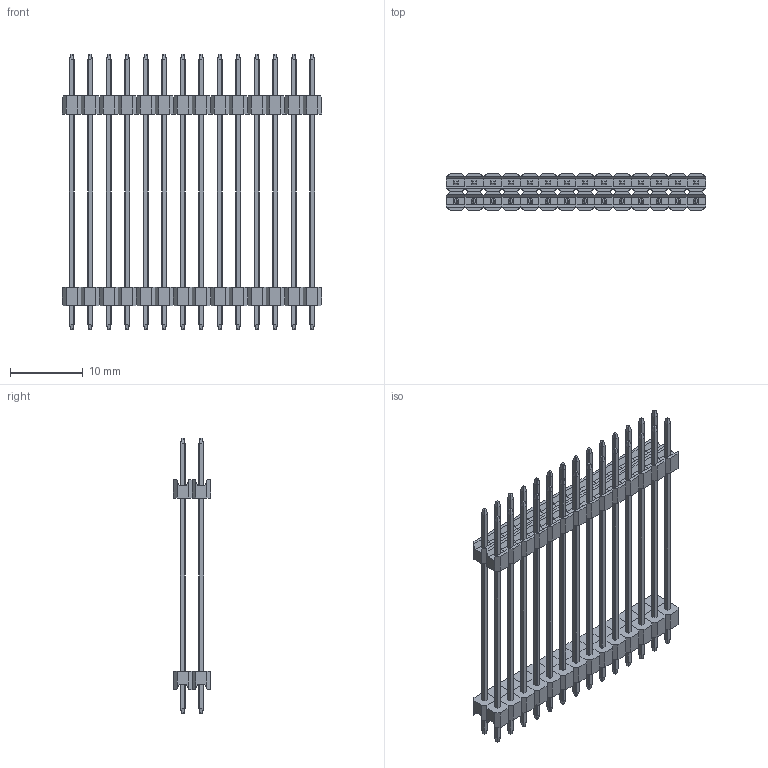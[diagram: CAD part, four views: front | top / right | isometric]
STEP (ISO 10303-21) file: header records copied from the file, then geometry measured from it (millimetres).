
FILE_DESCRIPTION(/* description */ (''),/* implementation_level */ '2;1');
FILE_NAME(/* name */ '2x14 Male Pim Header 37.80mm Pitch 2.54mm.stp',/* time_stamp */ '2019-10-22T08:56:13+02:00',/* author */ ('PCB-Tech'),/* organization */ (''),/* preprocessor_version */ 'ST-DEVELOPER v18',/* originating_system */ 'Autodesk Inventor 2020',/* authorisation */ '');
FILE_SCHEMA (('AUTOMOTIVE_DESIGN { 1 0 10303 214 3 1 1 }'));
Length unit declared in the file: millimetre
Products named in the file (5): 2x14 Male Pim Header 37.80mm Pitch 2.54mm; Male Pin 37.80mm; Insulator; Male Pin 37.80mm_MIR; Insulator_MIR
Assembly tree (84 placements, depth 2):
  2x14 Male Pim Header 37.80mm Pitch 2.54mm
    Male Pin 37.80mm  x14
    Insulator  x28
    Male Pin 37.80mm_MIR  x14
    Insulator_MIR  x28
Bounding box: 35.56 x 5.08 x 37.8 mm (x, y, z)
Volume: 1071 mm3; surface area: 4706.5 mm2
Topology: 84 solids, 84 shells, 2408 faces, 6048 edges, 3808 vertices
Faces by surface type: plane 2408
Entity records: 4514 total; most frequent: DIRECTION 746, CARTESIAN_POINT 721, ORIENTED_EDGE 624, LINE 312, VECTOR 312, EDGE_CURVE 312, AXIS2_PLACEMENT_3D 217, VERTEX_POINT 192
